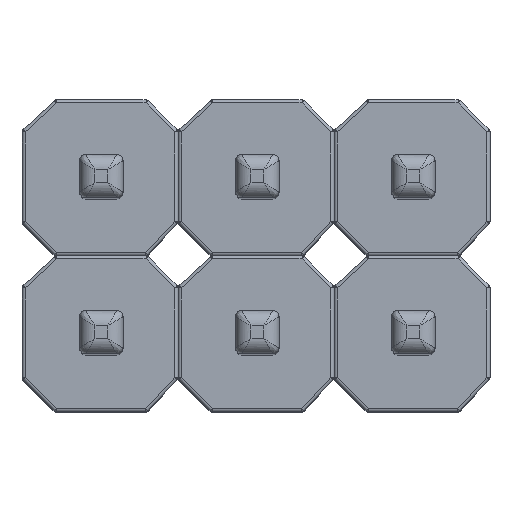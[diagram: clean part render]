
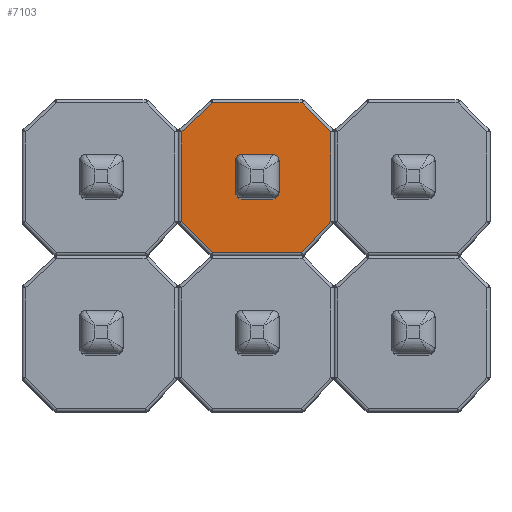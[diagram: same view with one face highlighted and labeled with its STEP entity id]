
A CAD part, top view. The second image highlights one B-rep face of the part: STEP entity #7103.
In plain terms, the highlighted planar face has unit normal (0, 0, 1).
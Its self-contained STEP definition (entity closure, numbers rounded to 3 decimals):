
#184=FACE_BOUND('',#2561,.T.);
#239=PLANE('',#7847);
#731=LINE('',#11913,#1259);
#733=LINE('',#11916,#1261);
#741=LINE('',#11928,#1269);
#743=LINE('',#11931,#1271);
#747=LINE('',#11937,#1275);
#749=LINE('',#11940,#1277);
#757=LINE('',#11952,#1285);
#759=LINE('',#11955,#1287);
#767=LINE('',#11987,#1295);
#768=LINE('',#11991,#1296);
#769=LINE('',#11995,#1297);
#770=LINE('',#11999,#1298);
#1259=VECTOR('',#9344,10.);
#1261=VECTOR('',#9348,10.);
#1269=VECTOR('',#9364,10.);
#1271=VECTOR('',#9368,10.);
#1275=VECTOR('',#9376,10.);
#1277=VECTOR('',#9380,10.);
#1285=VECTOR('',#9396,10.);
#1287=VECTOR('',#9400,10.);
#1295=VECTOR('',#9436,10.);
#1296=VECTOR('',#9439,10.);
#1297=VECTOR('',#9442,10.);
#1298=VECTOR('',#9445,10.);
#2051=FACE_OUTER_BOUND('',#2560,.T.);
#2560=EDGE_LOOP('',(#5635,#5636,#5637,#5638,#5639,#5640,#5641,#5642));
#2561=EDGE_LOOP('',(#5643,#5644,#5645,#5646,#5647,#5648,#5649,#5650));
#3035=CIRCLE('',#7848,0.1);
#3036=CIRCLE('',#7849,0.1);
#3037=CIRCLE('',#7850,0.1);
#3038=CIRCLE('',#7851,0.1);
#3416=VERTEX_POINT('',#11778);
#3422=VERTEX_POINT('',#11792);
#3425=VERTEX_POINT('',#11799);
#3434=VERTEX_POINT('',#11823);
#3437=VERTEX_POINT('',#11830);
#3446=VERTEX_POINT('',#11860);
#3449=VERTEX_POINT('',#11867);
#3458=VERTEX_POINT('',#11891);
#3471=VERTEX_POINT('',#11985);
#3472=VERTEX_POINT('',#11986);
#3473=VERTEX_POINT('',#11988);
#3474=VERTEX_POINT('',#11990);
#3475=VERTEX_POINT('',#11992);
#3476=VERTEX_POINT('',#11994);
#3477=VERTEX_POINT('',#11996);
#3478=VERTEX_POINT('',#11998);
#4167=EDGE_CURVE('',#3449,#3458,#731,.T.);
#4169=EDGE_CURVE('',#3458,#3446,#733,.T.);
#4177=EDGE_CURVE('',#3437,#3449,#741,.T.);
#4179=EDGE_CURVE('',#3446,#3434,#743,.T.);
#4183=EDGE_CURVE('',#3425,#3437,#747,.T.);
#4185=EDGE_CURVE('',#3434,#3422,#749,.T.);
#4193=EDGE_CURVE('',#3416,#3425,#757,.T.);
#4195=EDGE_CURVE('',#3422,#3416,#759,.T.);
#4207=EDGE_CURVE('',#3471,#3472,#767,.T.);
#4208=EDGE_CURVE('',#3473,#3472,#3035,.F.);
#4209=EDGE_CURVE('',#3473,#3474,#768,.T.);
#4210=EDGE_CURVE('',#3475,#3474,#3036,.F.);
#4211=EDGE_CURVE('',#3475,#3476,#769,.T.);
#4212=EDGE_CURVE('',#3477,#3476,#3037,.F.);
#4213=EDGE_CURVE('',#3477,#3478,#770,.T.);
#4214=EDGE_CURVE('',#3471,#3478,#3038,.F.);
#5635=ORIENTED_EDGE('',*,*,#4167,.F.);
#5636=ORIENTED_EDGE('',*,*,#4177,.F.);
#5637=ORIENTED_EDGE('',*,*,#4183,.F.);
#5638=ORIENTED_EDGE('',*,*,#4193,.F.);
#5639=ORIENTED_EDGE('',*,*,#4195,.F.);
#5640=ORIENTED_EDGE('',*,*,#4185,.F.);
#5641=ORIENTED_EDGE('',*,*,#4179,.F.);
#5642=ORIENTED_EDGE('',*,*,#4169,.F.);
#5643=ORIENTED_EDGE('',*,*,#4207,.T.);
#5644=ORIENTED_EDGE('',*,*,#4208,.F.);
#5645=ORIENTED_EDGE('',*,*,#4209,.T.);
#5646=ORIENTED_EDGE('',*,*,#4210,.F.);
#5647=ORIENTED_EDGE('',*,*,#4211,.T.);
#5648=ORIENTED_EDGE('',*,*,#4212,.F.);
#5649=ORIENTED_EDGE('',*,*,#4213,.T.);
#5650=ORIENTED_EDGE('',*,*,#4214,.F.);
#7103=ADVANCED_FACE('',(#2051,#184),#239,.T.);
#7847=AXIS2_PLACEMENT_3D('',#11984,#9434,#9435);
#7848=AXIS2_PLACEMENT_3D('',#11989,#9437,#9438);
#7849=AXIS2_PLACEMENT_3D('',#11993,#9440,#9441);
#7850=AXIS2_PLACEMENT_3D('',#11997,#9443,#9444);
#7851=AXIS2_PLACEMENT_3D('',#12000,#9446,#9447);
#9344=DIRECTION('',(0.,-1.,0.));
#9348=DIRECTION('',(-0.681,-0.733,0.));
#9364=DIRECTION('',(0.707,-0.707,0.));
#9368=DIRECTION('',(-1.,0.,0.));
#9376=DIRECTION('',(1.,0.,0.));
#9380=DIRECTION('',(-0.706,0.708,0.));
#9396=DIRECTION('',(0.734,0.679,0.));
#9400=DIRECTION('',(0.,1.,0.));
#9434=DIRECTION('center_axis',(0.,0.,1.));
#9435=DIRECTION('ref_axis',(1.,0.,0.));
#9436=DIRECTION('',(-1.,0.,0.));
#9437=DIRECTION('center_axis',(0.,0.,-1.));
#9438=DIRECTION('ref_axis',(-0.707,-0.707,0.));
#9439=DIRECTION('',(0.,1.,0.));
#9440=DIRECTION('center_axis',(0.,0.,-1.));
#9441=DIRECTION('ref_axis',(-0.707,0.707,0.));
#9442=DIRECTION('',(1.,0.,0.));
#9443=DIRECTION('center_axis',(0.,0.,-1.));
#9444=DIRECTION('ref_axis',(0.707,0.707,0.));
#9445=DIRECTION('',(0.,-1.,0.));
#9446=DIRECTION('center_axis',(0.,0.,-1.));
#9447=DIRECTION('ref_axis',(0.707,-0.707,0.));
#11778=CARTESIAN_POINT('',(0.05,2.018,2.54));
#11792=CARTESIAN_POINT('',(0.05,0.558,2.54));
#11799=CARTESIAN_POINT('',(0.56,2.49,2.54));
#11823=CARTESIAN_POINT('',(0.556,0.05,2.54));
#11830=CARTESIAN_POINT('',(2.019,2.49,2.54));
#11860=CARTESIAN_POINT('',(2.016,0.05,2.54));
#11867=CARTESIAN_POINT('',(2.49,2.019,2.54));
#11891=CARTESIAN_POINT('',(2.49,0.56,2.54));
#11913=CARTESIAN_POINT('',(2.49,0.905,2.54));
#11916=CARTESIAN_POINT('',(2.14,0.183,2.54));
#11928=CARTESIAN_POINT('',(2.38,2.13,2.54));
#11931=CARTESIAN_POINT('',(0.903,0.05,2.54));
#11937=CARTESIAN_POINT('',(1.655,2.49,2.54));
#11940=CARTESIAN_POINT('',(0.169,0.439,2.54));
#11952=CARTESIAN_POINT('',(0.454,2.392,2.54));
#11955=CARTESIAN_POINT('',(0.05,1.655,2.54));
#11984=CARTESIAN_POINT('Origin',(1.27,1.27,2.54));
#11985=CARTESIAN_POINT('',(1.545,0.926,2.54));
#11986=CARTESIAN_POINT('',(1.038,0.926,2.54));
#11987=CARTESIAN_POINT('',(1.104,0.926,2.54));
#11988=CARTESIAN_POINT('',(0.938,1.026,2.54));
#11989=CARTESIAN_POINT('Origin',(1.038,1.026,2.54));
#11990=CARTESIAN_POINT('',(0.938,1.533,2.54));
#11991=CARTESIAN_POINT('',(0.938,1.451,2.54));
#11992=CARTESIAN_POINT('',(1.038,1.633,2.54));
#11993=CARTESIAN_POINT('Origin',(1.038,1.533,2.54));
#11994=CARTESIAN_POINT('',(1.545,1.633,2.54));
#11995=CARTESIAN_POINT('',(1.458,1.633,2.54));
#11996=CARTESIAN_POINT('',(1.645,1.533,2.54));
#11997=CARTESIAN_POINT('Origin',(1.545,1.533,2.54));
#11998=CARTESIAN_POINT('',(1.645,1.026,2.54));
#11999=CARTESIAN_POINT('',(1.645,1.098,2.54));
#12000=CARTESIAN_POINT('Origin',(1.545,1.026,2.54));
